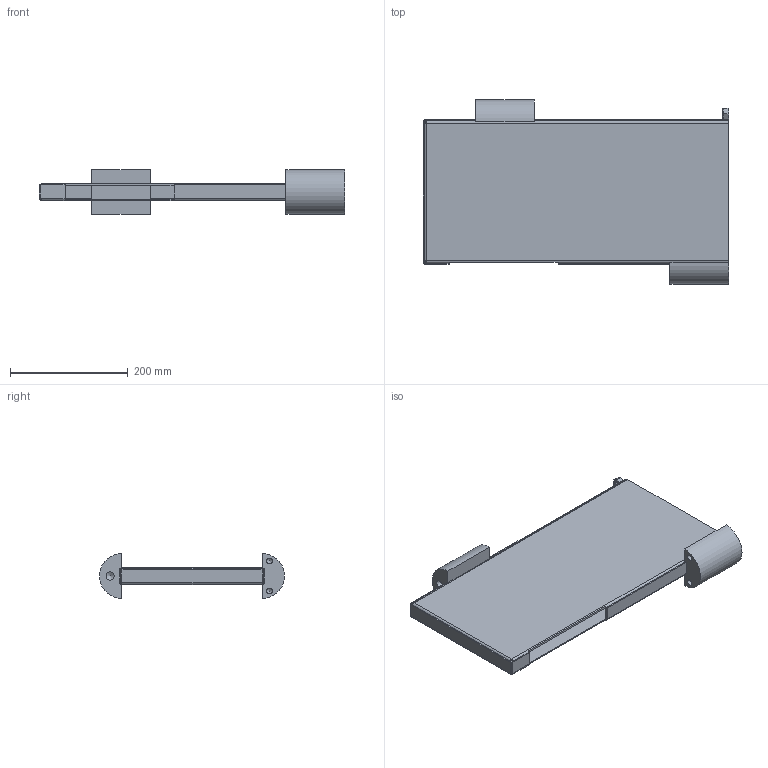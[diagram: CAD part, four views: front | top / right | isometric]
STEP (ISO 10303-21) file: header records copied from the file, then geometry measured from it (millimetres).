
FILE_DESCRIPTION(/* description */ (''),/* implementation_level */ '2;1');
FILE_NAME(/* name */ 'B 300 Beam unit.stp',/* time_stamp */ '2016-06-21T19:35:03+02:00',/* author */ ('OEM'),/* organization */ (''),/* preprocessor_version */ 'ST-DEVELOPER v15.2',/* originating_system */ 'Autodesk Inventor 2014',/* authorisation */ '');
FILE_SCHEMA (('CONFIG_CONTROL_DESIGN'));
Length unit declared in the file: millimetre
Products named in the file (7): B 300-1-2 Left outer tube; B 300-1-1 Right outer tube; B 300-1 Outer tube; B 300-2 Half round steel; B 300-3 Half round steel; DIN 934 - M12 x 1,75; B 300 Beam unit
Bounding box: 519 x 314 x 76 mm (x, y, z)
Volume: 1026452.1 mm3; surface area: 644002.7 mm2
Topology: 5 solids, 5 shells, 130 faces, 292 edges, 172 vertices
Faces by surface type: plane 99, cylinder 23, cone 8
Full cylindrical faces by diameter (mm): 10.106 x4, 13.835 x1
Entity records: 3539 total; most frequent: CARTESIAN_POINT 608, DIRECTION 607, ORIENTED_EDGE 548, EDGE_CURVE 274, LINE 203, VECTOR 203, AXIS2_PLACEMENT_3D 202, VERTEX_POINT 167
